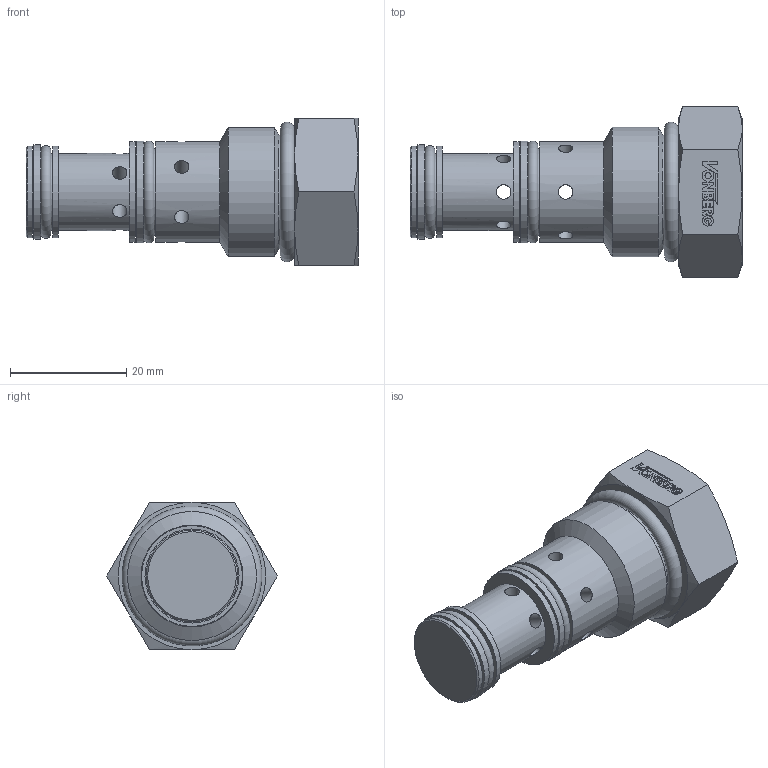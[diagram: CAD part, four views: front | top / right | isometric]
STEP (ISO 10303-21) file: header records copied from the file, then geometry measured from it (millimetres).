
FILE_DESCRIPTION((''),'2;1');
FILE_NAME('1710.stp','2015-01-05T11:58:26',('jml'),(''),'Autodesk Inventor 2010','Autodesk Inventor 2010','');
FILE_SCHEMA(('AUTOMOTIVE_DESIGN { 1 0 10303 214 1 1 1 1 }'));
Length unit declared in the file: inch
Products named in the file (8): 1710; 220864; 014 O-RING; 014 BACKUP; 015 O-RING; 015 BACKUP; 910 O-RING; 990047
Assembly tree (7 placements, depth 2):
  1710
    220864
    014 O-RING
    014 BACKUP
    015 O-RING
    015 BACKUP
    910 O-RING
    990047
Bounding box: 57.15 x 29.33 x 25.4 mm (x, y, z)
Volume: 16116.7 mm3; surface area: 9216.6 mm2
Topology: 8 solids, 8 shells, 177 faces, 422 edges, 269 vertices
Faces by surface type: plane 107, cylinder 45, cone 20, torus 5
Full cylindrical faces by diameter (mm): 1.044 x1, 2.489 x12, 12.294 x1, 12.751 x1, 13.208 x1, 13.259 x2, 14.275 x1, 14.91 x1, 14.986 x1, 15.773 x2, 16.205 x1, 17.348 x2, 17.475 x1, 17.526 x1, 18.288 x1, 19.558 x1, 22.225 x1
Entity records: 5530 total; most frequent: CARTESIAN_POINT 1259, DIRECTION 821, ORIENTED_EDGE 736, EDGE_CURVE 368, AXIS2_PLACEMENT_3D 297, EDGE_LOOP 257, VERTEX_POINT 255, VECTOR 227
